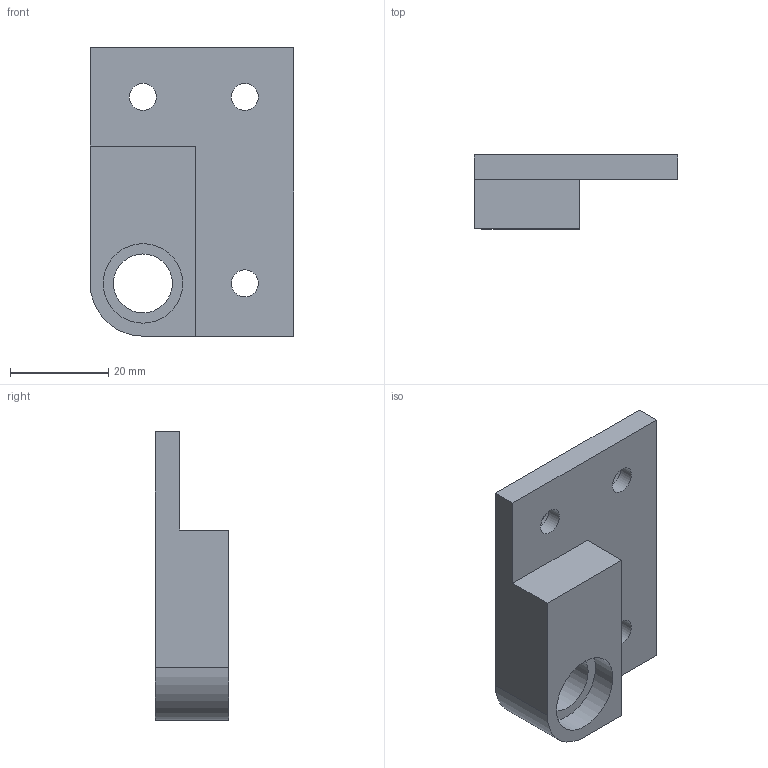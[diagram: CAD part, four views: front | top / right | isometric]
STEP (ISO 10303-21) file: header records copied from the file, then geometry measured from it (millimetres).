
FILE_DESCRIPTION(/* description */ (''),/* implementation_level */ '2;1');
FILE_NAME(/* name */ 'Atomic_U300_XY_Bracket_Y_Back_Right.step',/* time_stamp */ '2020-06-19T22:26:47+09:00',/* author */ (''),/* organization */ (''),/* preprocessor_version */ 'ST-DEVELOPER v18.1',/* originating_system */ 'Autodesk Translation Framework v9.3.0.1241',/* authorisation */ '');
FILE_SCHEMA (('AUTOMOTIVE_DESIGN { 1 0 10303 214 3 1 1 }'));
Length unit declared in the file: millimetre
Products named in the file (1): (Unsaved)
Bounding box: 41.5 x 15 x 58.75 mm (x, y, z)
Volume: 16519.1 mm3; surface area: 7822.4 mm2
Topology: 1 solids, 1 shells, 75 faces, 189 edges, 126 vertices
Faces by surface type: plane 41, bspline 24, cylinder 10
Full cylindrical faces by diameter (mm): 5.5 x3, 9 x3, 12 x1, 16.2 x1, 18 x1
Entity records: 2519 total; most frequent: CARTESIAN_POINT 799, ORIENTED_EDGE 378, DIRECTION 265, EDGE_CURVE 189, VERTEX_POINT 126, LINE 121, VECTOR 121, EDGE_LOOP 93
